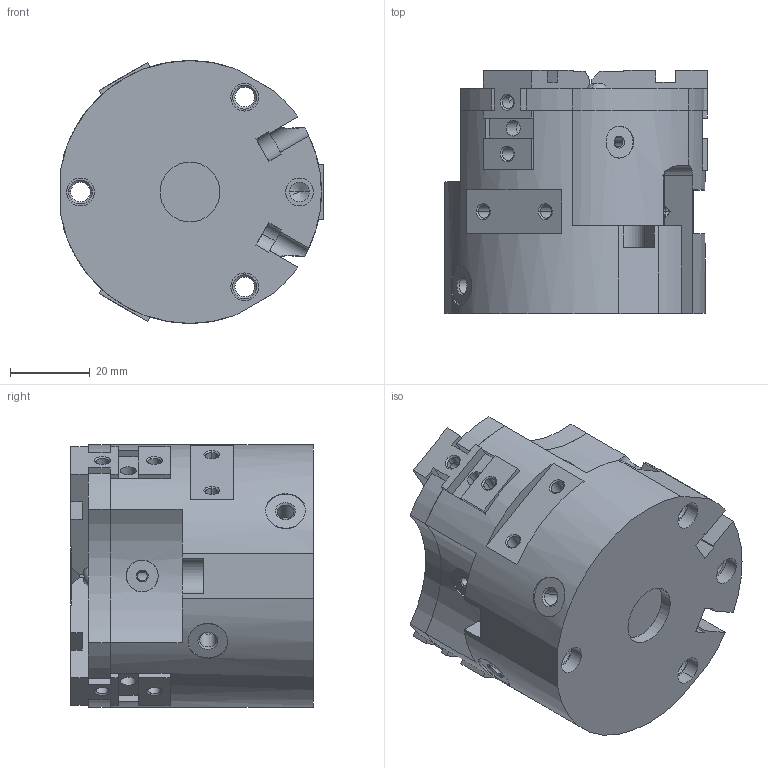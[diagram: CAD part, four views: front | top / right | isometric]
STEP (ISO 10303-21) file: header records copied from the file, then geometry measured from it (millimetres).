
FILE_DESCRIPTION( ( '' ), '1' );
FILE_NAME( 'ope65_3_oe871pbe_0_2_14a.stp', '2010-10-25T13:17:11', ( '' ), ( '' ), ' ', ' ', ' ' );
FILE_SCHEMA( ( 'automotive_design' ) );
Length unit declared in the file: millimetre
Products named in the file (4): 1; 2; 3; 4
Bounding box: 66 x 61 x 66 mm (x, y, z)
Volume: 160266.6 mm3; surface area: 41704.1 mm2
Topology: 4 solids, 4 shells, 432 faces, 1154 edges, 721 vertices
Faces by surface type: plane 195, cylinder 131, cone 100, torus 6
Entity records: 26838 total; most frequent: CARTESIAN_POINT 3189, DIRECTION 2310, STYLED_ITEM 2281, PRESENTATION_STYLE_ASSIGNMENT 2281, COLOUR_RGB 2281, ORIENTED_EDGE 2248, EDGE_CURVE 1124, CURVE_STYLE 1124
